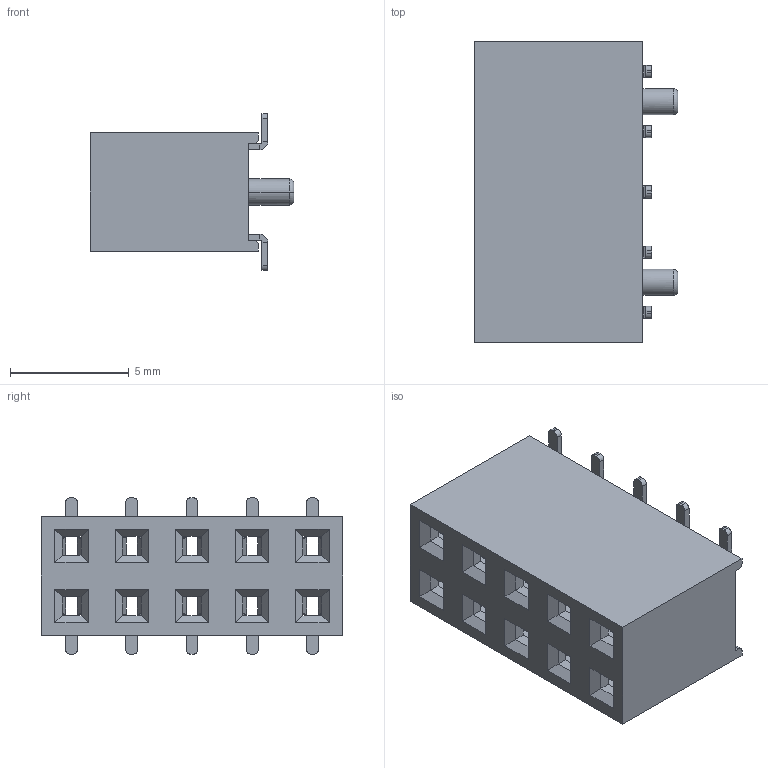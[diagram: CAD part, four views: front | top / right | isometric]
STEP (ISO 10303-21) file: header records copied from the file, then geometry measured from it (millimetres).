
FILE_DESCRIPTION((''),'2;1');
FILE_NAME('3490-10-3-70-10','2012-03-22T',('CAD01'),(''),'PRO/ENGINEER BY PARAMETRIC TECHNOLOGY CORPORATION, 2007090','PRO/ENGINEER BY PARAMETRIC TECHNOLOGY CORPORATION, 2007090','');
FILE_SCHEMA(('CONFIG_CONTROL_DESIGN'));
Length unit declared in the file: millimetre
Products named in the file (3): I-3490-1020-10; T-3490-H75-2; 3490-10-3-70-10
Assembly tree (11 placements, depth 2):
  3490-10-3-70-10
    I-3490-1020-10
    T-3490-H75-2  x10
Bounding box: 8.6 x 12.7 x 6.6 mm (x, y, z)
Volume: 307.4 mm3; surface area: 1240.3 mm2
Topology: 11 solids, 11 shells, 1390 faces, 3242 edges, 1878 vertices
Faces by surface type: plane 960, cylinder 366, bspline 60, torus 4
Entity records: 9571 total; most frequent: CARTESIAN_POINT 1711, ORIENTED_EDGE 1426, DIRECTION 1390, EDGE_CURVE 713, VECTOR 594, LINE 594, VERTEX_POINT 429, AXIS2_PLACEMENT_3D 398
